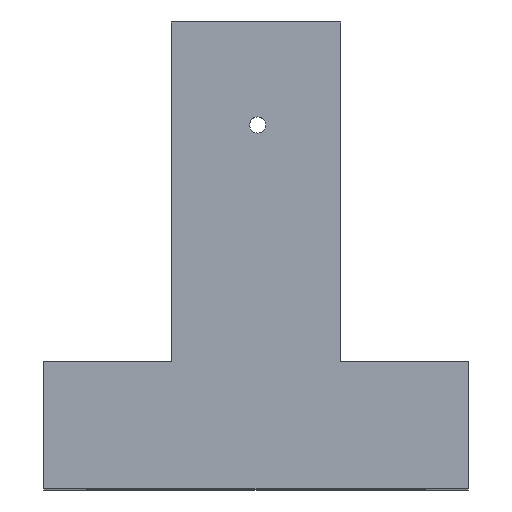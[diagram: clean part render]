
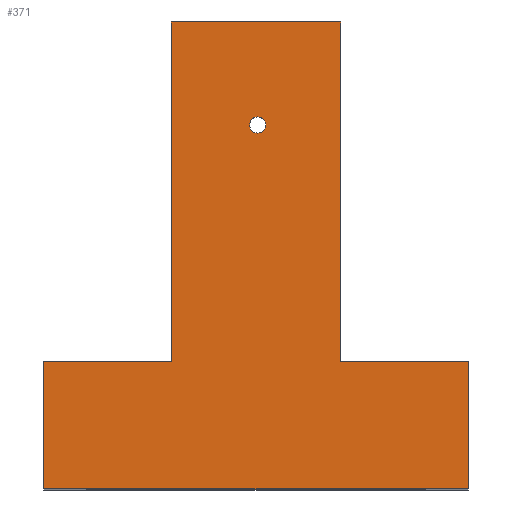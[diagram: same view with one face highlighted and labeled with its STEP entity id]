
A CAD part, top view. The second image highlights one B-rep face of the part: STEP entity #371.
In plain terms, the highlighted planar face has unit normal (0, 0, 1).
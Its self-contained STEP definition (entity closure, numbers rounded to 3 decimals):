
#21=FACE_BOUND('',#71,.T.);
#23=CIRCLE('',#395,0.954);
#45=FACE_OUTER_BOUND('',#70,.T.);
#70=EDGE_LOOP('',(#324,#325,#326,#327,#328,#329,#330,#331));
#71=EDGE_LOOP('',(#332));
#93=LINE('',#555,#137);
#97=LINE('',#563,#141);
#100=LINE('',#569,#144);
#104=LINE('',#577,#148);
#108=LINE('',#584,#152);
#109=LINE('',#587,#153);
#112=LINE('',#593,#156);
#115=LINE('',#598,#159);
#137=VECTOR('',#460,10.);
#141=VECTOR('',#466,10.);
#144=VECTOR('',#471,10.);
#148=VECTOR('',#479,10.);
#152=VECTOR('',#483,10.);
#153=VECTOR('',#486,10.);
#156=VECTOR('',#491,10.);
#159=VECTOR('',#496,10.);
#174=VERTEX_POINT('',#542);
#177=VERTEX_POINT('',#553);
#178=VERTEX_POINT('',#554);
#181=VERTEX_POINT('',#562);
#183=VERTEX_POINT('',#568);
#185=VERTEX_POINT('',#576);
#188=VERTEX_POINT('',#582);
#189=VERTEX_POINT('',#586);
#191=VERTEX_POINT('',#592);
#213=EDGE_CURVE('',#174,#174,#23,.T.);
#217=EDGE_CURVE('',#177,#178,#93,.T.);
#221=EDGE_CURVE('',#178,#181,#97,.T.);
#224=EDGE_CURVE('',#181,#183,#100,.T.);
#228=EDGE_CURVE('',#177,#185,#104,.T.);
#232=EDGE_CURVE('',#188,#183,#108,.T.);
#233=EDGE_CURVE('',#185,#189,#109,.T.);
#236=EDGE_CURVE('',#191,#188,#112,.T.);
#239=EDGE_CURVE('',#189,#191,#115,.T.);
#324=ORIENTED_EDGE('',*,*,#239,.F.);
#325=ORIENTED_EDGE('',*,*,#233,.F.);
#326=ORIENTED_EDGE('',*,*,#228,.F.);
#327=ORIENTED_EDGE('',*,*,#217,.T.);
#328=ORIENTED_EDGE('',*,*,#221,.T.);
#329=ORIENTED_EDGE('',*,*,#224,.T.);
#330=ORIENTED_EDGE('',*,*,#232,.F.);
#331=ORIENTED_EDGE('',*,*,#236,.F.);
#332=ORIENTED_EDGE('',*,*,#213,.T.);
#352=PLANE('',#408);
#371=ADVANCED_FACE('',(#45,#21),#352,.T.);
#395=AXIS2_PLACEMENT_3D('',#544,#447,#448);
#408=AXIS2_PLACEMENT_3D('',#600,#498,#499);
#447=DIRECTION('center_axis',(0.,0.,-1.));
#448=DIRECTION('ref_axis',(1.,0.,0.));
#460=DIRECTION('',(0.,1.,0.));
#466=DIRECTION('',(-1.,0.,0.));
#471=DIRECTION('',(0.,-1.,0.));
#479=DIRECTION('',(1.,0.,0.));
#483=DIRECTION('',(1.,0.,0.));
#486=DIRECTION('',(0.,-1.,0.));
#491=DIRECTION('',(0.,1.,0.));
#496=DIRECTION('',(-1.,0.,0.));
#498=DIRECTION('center_axis',(0.,0.,1.));
#499=DIRECTION('ref_axis',(1.,0.,0.));
#542=CARTESIAN_POINT('',(-0.746,42.864,0.));
#544=CARTESIAN_POINT('Origin',(0.208,42.864,0.));
#553=CARTESIAN_POINT('',(10.,15.,0.));
#554=CARTESIAN_POINT('',(10.,55.,0.));
#555=CARTESIAN_POINT('',(10.,0.,0.));
#562=CARTESIAN_POINT('',(-10.,55.,0.));
#563=CARTESIAN_POINT('',(10.,55.,0.));
#568=CARTESIAN_POINT('',(-10.,15.,0.));
#569=CARTESIAN_POINT('',(-10.,55.,0.));
#576=CARTESIAN_POINT('',(25.,15.,0.));
#577=CARTESIAN_POINT('',(-25.,15.,0.));
#582=CARTESIAN_POINT('',(-25.,15.,0.));
#584=CARTESIAN_POINT('',(-25.,15.,0.));
#586=CARTESIAN_POINT('',(25.,0.,0.));
#587=CARTESIAN_POINT('',(25.,15.,0.));
#592=CARTESIAN_POINT('',(-25.,0.,0.));
#593=CARTESIAN_POINT('',(-25.,0.,0.));
#598=CARTESIAN_POINT('',(25.,0.,0.));
#600=CARTESIAN_POINT('Origin',(0.,7.5,0.));
